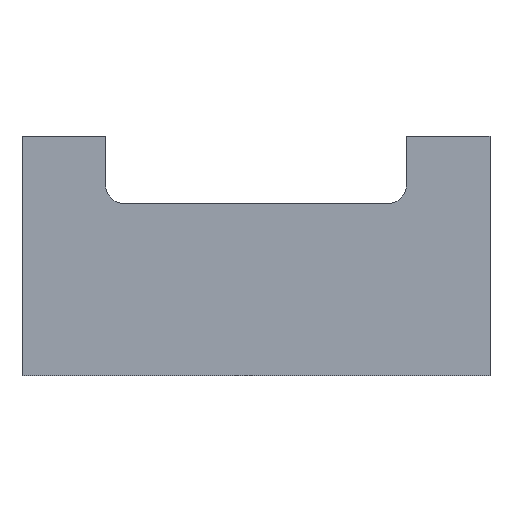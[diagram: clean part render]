
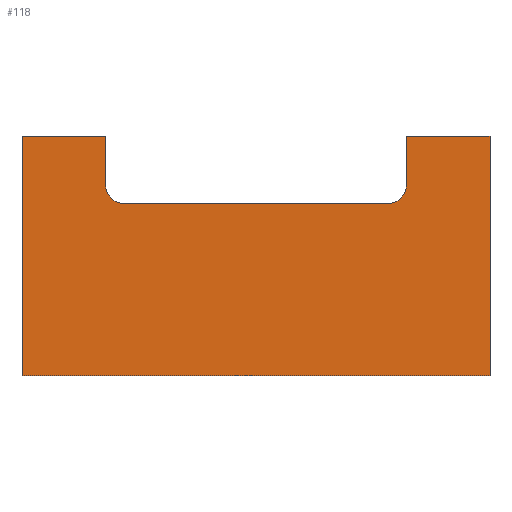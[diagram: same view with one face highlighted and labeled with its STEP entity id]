
A CAD part, front view. The second image highlights one B-rep face of the part: STEP entity #118.
In plain terms, the highlighted planar face has unit normal (0, -1, 0).
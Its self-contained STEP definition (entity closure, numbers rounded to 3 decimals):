
#1 = CARTESIAN_POINT ( 'NONE',  ( 1.25, 875., 450. ) ) ;
#2 = VECTOR ( 'NONE', #273, 1000. ) ;
#11 = AXIS2_PLACEMENT_3D ( 'NONE', #43, #14, #300 ) ;
#14 = DIRECTION ( 'NONE',  ( 0., 1., 0. ) ) ;
#16 = CARTESIAN_POINT ( 'NONE',  ( 1.25, 875., 0. ) ) ;
#17 = VERTEX_POINT ( 'NONE', #363 ) ;
#20 = DIRECTION ( 'NONE',  ( 0., 1., 0. ) ) ;
#21 = EDGE_CURVE ( 'NONE', #202, #332, #158, .T. ) ;
#22 = CARTESIAN_POINT ( 'NONE',  ( 0., 875., 450. ) ) ;
#32 = ORIENTED_EDGE ( 'NONE', *, *, #334, .T. ) ;
#39 = VERTEX_POINT ( 'NONE', #74 ) ;
#42 = EDGE_CURVE ( 'NONE', #39, #354, #391, .T. ) ;
#43 = CARTESIAN_POINT ( 'NONE',  ( 270., 875., 500. ) ) ;
#46 = DIRECTION ( 'NONE',  ( 0., 0., -1. ) ) ;
#50 = DIRECTION ( 'NONE',  ( 0., 0., 1. ) ) ;
#61 = DIRECTION ( 'NONE',  ( 0., 0., 1. ) ) ;
#67 = CARTESIAN_POINT ( 'NONE',  ( 0., 875., 0. ) ) ;
#72 = ORIENTED_EDGE ( 'NONE', *, *, #100, .T. ) ;
#74 = CARTESIAN_POINT ( 'NONE',  ( 220., 875., 500. ) ) ;
#77 = VECTOR ( 'NONE', #249, 1000. ) ;
#81 = EDGE_CURVE ( 'NONE', #17, #332, #121, .T. ) ;
#82 = ORIENTED_EDGE ( 'NONE', *, *, #21, .T. ) ;
#89 = CARTESIAN_POINT ( 'NONE',  ( 1226.25, 875., 627. ) ) ;
#92 = DIRECTION ( 'NONE',  ( 0., 0., 1. ) ) ;
#94 = DIRECTION ( 'NONE',  ( -1., 0., 0. ) ) ;
#95 = VECTOR ( 'NONE', #61, 1000. ) ;
#97 = VERTEX_POINT ( 'NONE', #89 ) ;
#100 = EDGE_CURVE ( 'NONE', #190, #295, #180, .T. ) ;
#111 = ORIENTED_EDGE ( 'NONE', *, *, #42, .T. ) ;
#113 = CARTESIAN_POINT ( 'NONE',  ( 1007.5, 875., 627. ) ) ;
#114 = ORIENTED_EDGE ( 'NONE', *, *, #81, .F. ) ;
#118 = ADVANCED_FACE ( 'NONE', ( #339 ), #308, .F. ) ;
#120 = ORIENTED_EDGE ( 'NONE', *, *, #150, .T. ) ;
#121 = LINE ( 'NONE', #126, #224 ) ;
#126 = CARTESIAN_POINT ( 'NONE',  ( 0., 875., 450. ) ) ;
#133 = VERTEX_POINT ( 'NONE', #374 ) ;
#137 = ORIENTED_EDGE ( 'NONE', *, *, #213, .T. ) ;
#150 = EDGE_CURVE ( 'NONE', #97, #357, #278, .T. ) ;
#152 = ORIENTED_EDGE ( 'NONE', *, *, #285, .T. ) ;
#158 = CIRCLE ( 'NONE', #373, 50. ) ;
#171 = CARTESIAN_POINT ( 'NONE',  ( 220., 875., 627. ) ) ;
#172 = LINE ( 'NONE', #113, #319 ) ;
#180 = LINE ( 'NONE', #1, #212 ) ;
#187 = DIRECTION ( 'NONE',  ( 0., 0., -1. ) ) ;
#190 = VERTEX_POINT ( 'NONE', #260 ) ;
#194 = LINE ( 'NONE', #286, #95 ) ;
#199 = LINE ( 'NONE', #67, #336 ) ;
#200 = EDGE_CURVE ( 'NONE', #295, #133, #199, .T. ) ;
#202 = VERTEX_POINT ( 'NONE', #320 ) ;
#211 = ORIENTED_EDGE ( 'NONE', *, *, #200, .T. ) ;
#212 = VECTOR ( 'NONE', #187, 1000. ) ;
#213 = EDGE_CURVE ( 'NONE', #133, #97, #194, .T. ) ;
#218 = VECTOR ( 'NONE', #94, 1000. ) ;
#224 = VECTOR ( 'NONE', #309, 1000. ) ;
#238 = CARTESIAN_POINT ( 'NONE',  ( 1007.5, 875., 627. ) ) ;
#247 = DIRECTION ( 'NONE',  ( 0., 1., 0. ) ) ;
#249 = DIRECTION ( 'NONE',  ( -1., 0., 0. ) ) ;
#258 = LINE ( 'NONE', #377, #218 ) ;
#260 = CARTESIAN_POINT ( 'NONE',  ( 1.25, 875., 627. ) ) ;
#268 = AXIS2_PLACEMENT_3D ( 'NONE', #22, #247, #92 ) ;
#273 = DIRECTION ( 'NONE',  ( 0., 0., 1. ) ) ;
#278 = LINE ( 'NONE', #402, #77 ) ;
#285 = EDGE_CURVE ( 'NONE', #354, #190, #258, .T. ) ;
#286 = CARTESIAN_POINT ( 'NONE',  ( 1226.25, 875., 450. ) ) ;
#295 = VERTEX_POINT ( 'NONE', #16 ) ;
#300 = DIRECTION ( 'NONE',  ( 0., 0., 1. ) ) ;
#303 = CARTESIAN_POINT ( 'NONE',  ( 957.5, 875., 500. ) ) ;
#308 = PLANE ( 'NONE',  #268 ) ;
#309 = DIRECTION ( 'NONE',  ( 1., 0., 0. ) ) ;
#319 = VECTOR ( 'NONE', #46, 1000. ) ;
#320 = CARTESIAN_POINT ( 'NONE',  ( 1007.5, 875., 500. ) ) ;
#331 = CARTESIAN_POINT ( 'NONE',  ( 220., 875., 627. ) ) ;
#332 = VERTEX_POINT ( 'NONE', #396 ) ;
#333 = CIRCLE ( 'NONE', #11, 50. ) ;
#334 = EDGE_CURVE ( 'NONE', #357, #202, #172, .T. ) ;
#336 = VECTOR ( 'NONE', #346, 1000. ) ;
#339 = FACE_OUTER_BOUND ( 'NONE', #366, .T. ) ;
#346 = DIRECTION ( 'NONE',  ( 1., 0., 0. ) ) ;
#354 = VERTEX_POINT ( 'NONE', #331 ) ;
#357 = VERTEX_POINT ( 'NONE', #238 ) ;
#363 = CARTESIAN_POINT ( 'NONE',  ( 270., 875., 450. ) ) ;
#366 = EDGE_LOOP ( 'NONE', ( #152, #72, #211, #137, #120, #32, #82, #114, #378, #111 ) ) ;
#370 = EDGE_CURVE ( 'NONE', #17, #39, #333, .T. ) ;
#373 = AXIS2_PLACEMENT_3D ( 'NONE', #303, #20, #50 ) ;
#374 = CARTESIAN_POINT ( 'NONE',  ( 1226.25, 875., 0. ) ) ;
#377 = CARTESIAN_POINT ( 'NONE',  ( 0., 875., 627. ) ) ;
#378 = ORIENTED_EDGE ( 'NONE', *, *, #370, .T. ) ;
#391 = LINE ( 'NONE', #171, #2 ) ;
#396 = CARTESIAN_POINT ( 'NONE',  ( 957.5, 875., 450. ) ) ;
#402 = CARTESIAN_POINT ( 'NONE',  ( 1227.5, 875., 627. ) ) ;
